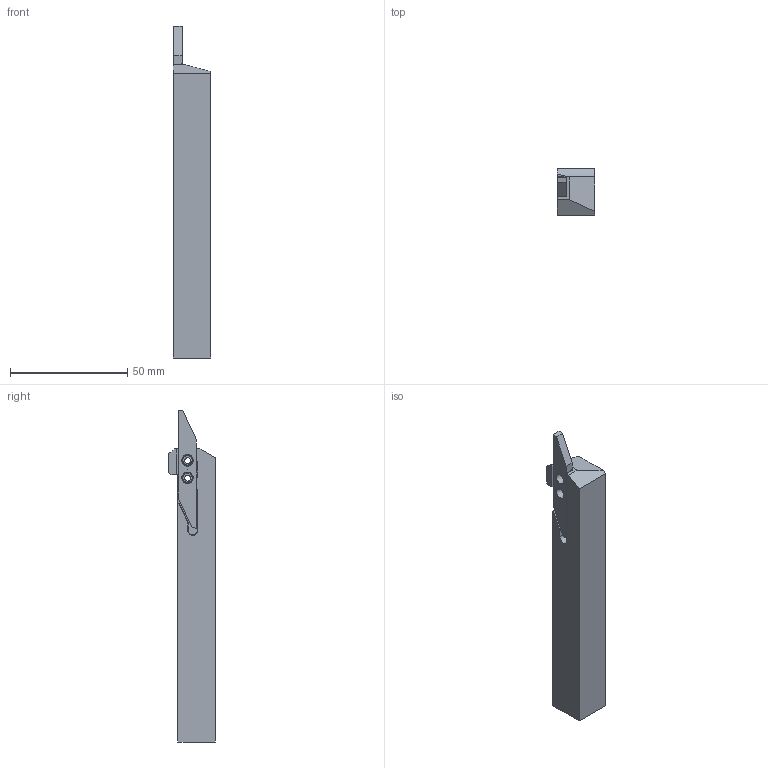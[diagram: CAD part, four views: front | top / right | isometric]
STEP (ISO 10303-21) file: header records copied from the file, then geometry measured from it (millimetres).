
FILE_DESCRIPTION (( 'STEP AP203' ), '1' );
FILE_NAME ('CUT-40-14.step', '2023-12-12T07:54:39', ( '' ), ( '' ), 'SwSTEP 2.0', 'SolidWorks 2023', '' );
FILE_SCHEMA (( 'CONFIG_CONTROL_DESIGN' ));
Length unit declared in the file: millimetre
Products named in the file (3): CUT-40_14; CUT-Vorlage 3000 Kurz + Lang R-L nenn Länge 40 +50.5_L-Lang 50.5; CUT-40-14
Assembly tree (2 placements, depth 2):
  CUT-40-14
    CUT-40_14
    CUT-Vorlage 3000 Kurz + Lang R-L nenn Länge 40 +50.5_L-Lang 50.5
Bounding box: 16 x 20 x 141.57 mm (x, y, z)
Volume: 31946.3 mm3; surface area: 9978.4 mm2
Topology: 2 solids, 2 shells, 101 faces, 263 edges, 168 vertices
Faces by surface type: plane 56, cylinder 30, cone 8, torus 7
Full cylindrical faces by diameter (mm): 0.01 x1, 2.5 x2
Entity records: 3340 total; most frequent: CARTESIAN_POINT 565, DIRECTION 518, ORIENTED_EDGE 504, EDGE_CURVE 252, LINE 176, VECTOR 176, AXIS2_PLACEMENT_3D 171, VERTEX_POINT 166
